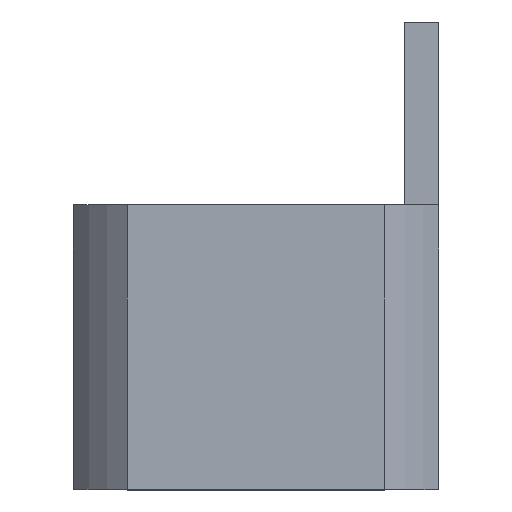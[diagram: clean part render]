
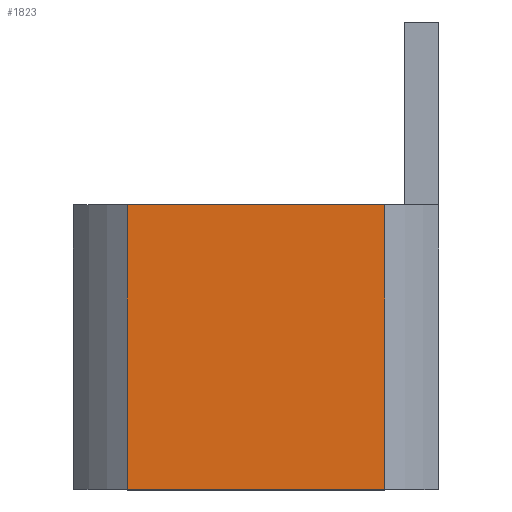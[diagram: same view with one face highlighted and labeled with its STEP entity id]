
A CAD part, top view. The second image highlights one B-rep face of the part: STEP entity #1823.
In plain terms, the highlighted planar face has unit normal (0, 0, 1).
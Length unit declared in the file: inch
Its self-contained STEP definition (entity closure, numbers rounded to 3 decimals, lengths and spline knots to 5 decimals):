
#158 = DIRECTION ( 'NONE',  ( 1., 0., 0. ) ) ;
#257 = ORIENTED_EDGE ( 'NONE', *, *, #3554, .T. ) ;
#673 = CARTESIAN_POINT ( 'NONE',  ( -0.63246, 0.9, 0.9 ) ) ;
#784 = VECTOR ( 'NONE', #4918, 39.37008 ) ;
#992 = CARTESIAN_POINT ( 'NONE',  ( 0.63246, 1.4, 0.9 ) ) ;
#1225 = DIRECTION ( 'NONE',  ( 1., 0., 0. ) ) ;
#1459 = VECTOR ( 'NONE', #2737, 39.37008 ) ;
#1470 = CARTESIAN_POINT ( 'NONE',  ( 0.9, 0., 0.9 ) ) ;
#1657 = CARTESIAN_POINT ( 'NONE',  ( 0., 0., 0.9 ) ) ;
#1811 = FACE_OUTER_BOUND ( 'NONE', #4555, .T. ) ;
#1823 = ADVANCED_FACE ( 'NONE', ( #1811 ), #3422, .T. ) ;
#1857 = VERTEX_POINT ( 'NONE', #2579 ) ;
#2200 = DIRECTION ( 'NONE',  ( 1., 0., 0. ) ) ;
#2260 = VERTEX_POINT ( 'NONE', #4518 ) ;
#2275 = LINE ( 'NONE', #673, #784 ) ;
#2517 = VECTOR ( 'NONE', #1225, 39.37008 ) ;
#2579 = CARTESIAN_POINT ( 'NONE',  ( 0.63246, 0., 0.9 ) ) ;
#2714 = LINE ( 'NONE', #5056, #1459 ) ;
#2737 = DIRECTION ( 'NONE',  ( 0., 1., 0. ) ) ;
#2838 = VECTOR ( 'NONE', #158, 39.37008 ) ;
#2907 = EDGE_CURVE ( 'NONE', #2260, #4793, #4862, .T. ) ;
#2998 = ORIENTED_EDGE ( 'NONE', *, *, #4699, .T. ) ;
#3013 = EDGE_CURVE ( 'NONE', #2260, #4593, #2275, .T. ) ;
#3217 = CARTESIAN_POINT ( 'NONE',  ( -0.63246, 0., 0.9 ) ) ;
#3422 = PLANE ( 'NONE',  #4067 ) ;
#3533 = ORIENTED_EDGE ( 'NONE', *, *, #2907, .F. ) ;
#3554 = EDGE_CURVE ( 'NONE', #4593, #1857, #4239, .T. ) ;
#3832 = DIRECTION ( 'NONE',  ( 0., 0., 1. ) ) ;
#4021 = CARTESIAN_POINT ( 'NONE',  ( 0.9, 1.4, 0.9 ) ) ;
#4067 = AXIS2_PLACEMENT_3D ( 'NONE', #1470, #3832, #2200 ) ;
#4239 = LINE ( 'NONE', #1657, #2517 ) ;
#4518 = CARTESIAN_POINT ( 'NONE',  ( -0.63246, 1.4, 0.9 ) ) ;
#4555 = EDGE_LOOP ( 'NONE', ( #4925, #257, #2998, #3533 ) ) ;
#4593 = VERTEX_POINT ( 'NONE', #3217 ) ;
#4699 = EDGE_CURVE ( 'NONE', #1857, #4793, #2714, .T. ) ;
#4793 = VERTEX_POINT ( 'NONE', #992 ) ;
#4862 = LINE ( 'NONE', #4021, #2838 ) ;
#4918 = DIRECTION ( 'NONE',  ( 0., -1., 0. ) ) ;
#4925 = ORIENTED_EDGE ( 'NONE', *, *, #3013, .T. ) ;
#5056 = CARTESIAN_POINT ( 'NONE',  ( 0.63246, 0.9, 0.9 ) ) ;
